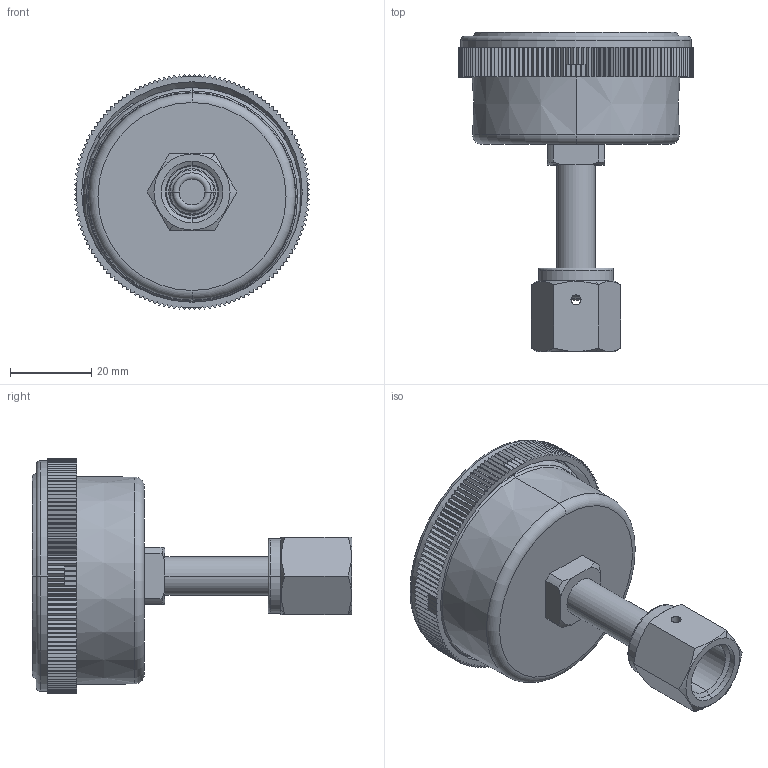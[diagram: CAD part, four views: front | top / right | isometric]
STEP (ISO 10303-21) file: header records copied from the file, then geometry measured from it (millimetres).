
FILE_DESCRIPTION((''),'2;1');
FILE_NAME('52283780______________SW0006','2013-02-18T',('BourboD'),(''),'PRO/ENGINEER BY PARAMETRIC TECHNOLOGY CORPORATION, 2011490','PRO/ENGINEER BY PARAMETRIC TECHNOLOGY CORPORATION, 2011490','');
FILE_SCHEMA(('CONFIG_CONTROL_DESIGN'));
Length unit declared in the file: inch
Products named in the file (1): 52283780______________SW0006
Bounding box: 57.79 x 78.48 x 57.79 mm (x, y, z)
Volume: 64501 mm3; surface area: 16305.9 mm2
Topology: 1 solids, 1 shells, 586 faces, 1678 edges, 1108 vertices
Faces by surface type: plane 351, cylinder 194, cone 21, torus 14, bspline 4, sphere 2
Entity records: 19667 total; most frequent: CARTESIAN_POINT 3990, ORIENTED_EDGE 3356, DIRECTION 3217, EDGE_CURVE 1678, VECTOR 1207, LINE 1207, VERTEX_POINT 1108, AXIS2_PLACEMENT_3D 1005
